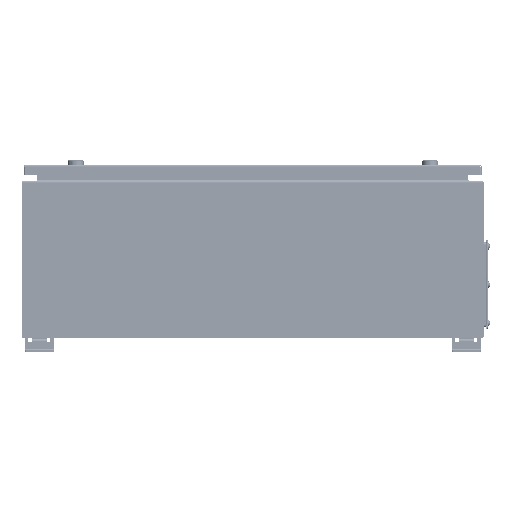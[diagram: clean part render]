
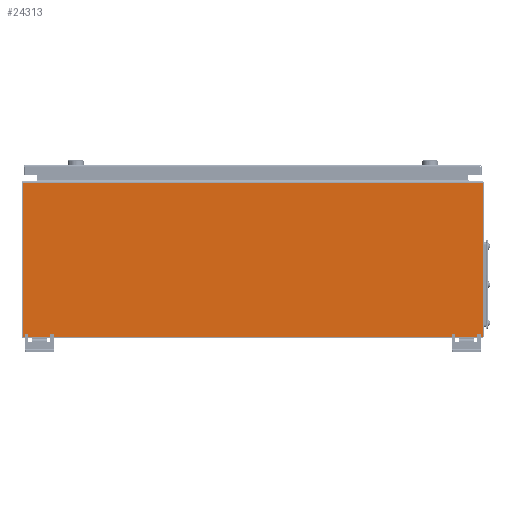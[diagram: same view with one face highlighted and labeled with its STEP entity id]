
A CAD part, left-side view. The second image highlights one B-rep face of the part: STEP entity #24313.
In plain terms, the highlighted planar face has unit normal (-1, 0, 0).
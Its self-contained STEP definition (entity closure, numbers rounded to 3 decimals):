
#2797 = EDGE_CURVE ( 'NONE', #49970, #53526, #16409, .T. ) ;
#3288 = DIRECTION ( 'NONE',  ( 0., 0., 1. ) ) ;
#3671 = CARTESIAN_POINT ( 'NONE',  ( -1.5, 0., 0. ) ) ;
#4025 = DIRECTION ( 'NONE',  ( 0., 0., 1. ) ) ;
#9182 = CARTESIAN_POINT ( 'NONE',  ( -1.5, 400., 133.5 ) ) ;
#9784 = CARTESIAN_POINT ( 'NONE',  ( -1.5, -397., -136.5 ) ) ;
#10752 = DIRECTION ( 'NONE',  ( 0., 0., 1. ) ) ;
#14565 = VERTEX_POINT ( 'NONE', #9784 ) ;
#15372 = DIRECTION ( 'NONE',  ( -1., 0., 0. ) ) ;
#15551 = VECTOR ( 'NONE', #60996, 1000. ) ;
#16091 = EDGE_CURVE ( 'NONE', #49970, #50364, #58918, .T. ) ;
#16409 = CIRCLE ( 'NONE', #31381, 3. ) ;
#17583 = VERTEX_POINT ( 'NONE', #28270 ) ;
#19616 = ORIENTED_EDGE ( 'NONE', *, *, #23369, .F. ) ;
#21682 = ORIENTED_EDGE ( 'NONE', *, *, #2797, .T. ) ;
#22509 = DIRECTION ( 'NONE',  ( -1., 0., 0. ) ) ;
#22601 = DIRECTION ( 'NONE',  ( 0., 0., 1. ) ) ;
#23369 = EDGE_CURVE ( 'NONE', #39551, #17583, #60605, .T. ) ;
#23550 = VECTOR ( 'NONE', #22601, 1000. ) ;
#23757 = CARTESIAN_POINT ( 'NONE',  ( -1.5, -400., 133.5 ) ) ;
#24313 = ADVANCED_FACE ( 'NONE', ( #39949 ), #33379, .T. ) ;
#28270 = CARTESIAN_POINT ( 'NONE',  ( -1.5, -400., -133.5 ) ) ;
#31381 = AXIS2_PLACEMENT_3D ( 'NONE', #69647, #15372, #4025 ) ;
#33109 = CARTESIAN_POINT ( 'NONE',  ( -1.5, 400., -133.5 ) ) ;
#33379 = PLANE ( 'NONE',  #58036 ) ;
#33999 = AXIS2_PLACEMENT_3D ( 'NONE', #35010, #22509, #10752 ) ;
#35010 = CARTESIAN_POINT ( 'NONE',  ( -1.5, -397., -133.5 ) ) ;
#35855 = LINE ( 'NONE', #23757, #46284 ) ;
#36749 = VECTOR ( 'NONE', #62336, 1000. ) ;
#39551 = VERTEX_POINT ( 'NONE', #70135 ) ;
#39949 = FACE_OUTER_BOUND ( 'NONE', #48989, .T. ) ;
#40198 = CIRCLE ( 'NONE', #33999, 3. ) ;
#44223 = CARTESIAN_POINT ( 'NONE',  ( -1.5, 397., -136.5 ) ) ;
#46284 = VECTOR ( 'NONE', #70258, 1000. ) ;
#48989 = EDGE_LOOP ( 'NONE', ( #67553, #50814, #19616, #49300, #53022, #21682 ) ) ;
#49300 = ORIENTED_EDGE ( 'NONE', *, *, #70907, .T. ) ;
#49970 = VERTEX_POINT ( 'NONE', #33109 ) ;
#50364 = VERTEX_POINT ( 'NONE', #9182 ) ;
#50814 = ORIENTED_EDGE ( 'NONE', *, *, #55247, .T. ) ;
#53022 = ORIENTED_EDGE ( 'NONE', *, *, #16091, .F. ) ;
#53526 = VERTEX_POINT ( 'NONE', #44223 ) ;
#54938 = LINE ( 'NONE', #67005, #36749 ) ;
#55247 = EDGE_CURVE ( 'NONE', #14565, #17583, #40198, .T. ) ;
#57170 = DIRECTION ( 'NONE',  ( -1., 0., 0. ) ) ;
#58036 = AXIS2_PLACEMENT_3D ( 'NONE', #3671, #57170, #3288 ) ;
#58918 = LINE ( 'NONE', #59310, #23550 ) ;
#59310 = CARTESIAN_POINT ( 'NONE',  ( -1.5, 400., 136.5 ) ) ;
#60605 = LINE ( 'NONE', #61396, #15551 ) ;
#60996 = DIRECTION ( 'NONE',  ( 0., 0., -1. ) ) ;
#61396 = CARTESIAN_POINT ( 'NONE',  ( -1.5, -400., 136.5 ) ) ;
#62336 = DIRECTION ( 'NONE',  ( 0., 1., 0. ) ) ;
#64198 = EDGE_CURVE ( 'NONE', #14565, #53526, #54938, .T. ) ;
#67005 = CARTESIAN_POINT ( 'NONE',  ( -1.5, -400., -136.5 ) ) ;
#67553 = ORIENTED_EDGE ( 'NONE', *, *, #64198, .F. ) ;
#69647 = CARTESIAN_POINT ( 'NONE',  ( -1.5, 397., -133.5 ) ) ;
#70135 = CARTESIAN_POINT ( 'NONE',  ( -1.5, -400., 133.5 ) ) ;
#70258 = DIRECTION ( 'NONE',  ( 0., 1., 0. ) ) ;
#70907 = EDGE_CURVE ( 'NONE', #39551, #50364, #35855, .T. ) ;
